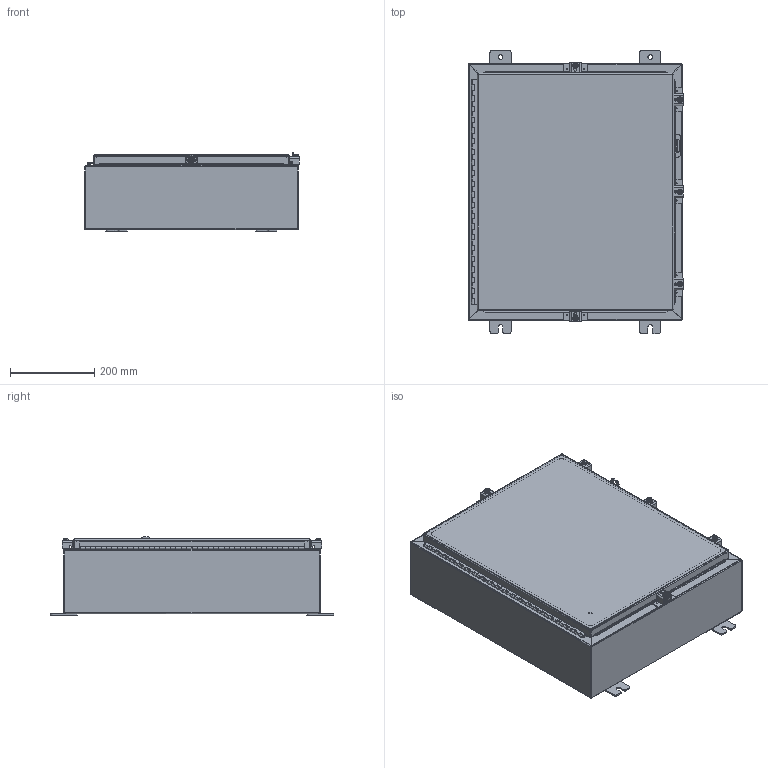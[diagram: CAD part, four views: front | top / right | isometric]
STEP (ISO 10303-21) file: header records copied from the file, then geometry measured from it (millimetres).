
FILE_DESCRIPTION(/* description */ ('ENCL,NEMA4X,ALUM,(24X20X6)'),/* implementation_level */ '2;1');
FILE_NAME(/* name */ 'ALN4242006.stp',/* time_stamp */ '2019-10-10T08:48:36-05:00',/* author */ ('msekardi'),/* organization */ (''),/* preprocessor_version */ 'ST-DEVELOPER v16.13',/* originating_system */ 'Autodesk Inventor 2018',/* authorisation */ '');
FILE_SCHEMA (('AUTOMOTIVE_DESIGN { 1 0 10303 214 3 1 1 }'));
Length unit declared in the file: inch
Products named in the file (19): ALN4242006; 38414; 348103; ALN4242006BKP; 3296; FOAM IN PLACE; 38846; ALN42420LID; 3286-21; 3286L-21; 3286P-21; 3286T-21; 38828; 30820; HFW30828; HFW30828 & HFW30829 CLAMP; HFW30828 & HFW30829 SCREW; HFW30828 & HFW30829 WASHER; HFW30828 & HFW30829 SPRING
Assembly tree (32 placements, depth 3):
  ALN4242006
    348103  x4
    38414
    ALN4242006BKP
    3296
    FOAM IN PLACE
    38846
    ALN42420LID
    3286-21
      3286L-21
      3286P-21
      3286T-21
    38828  x4
    HFW30828  x5
      HFW30828 & HFW30829 CLAMP
      HFW30828 & HFW30829 SCREW
      HFW30828 & HFW30829 WASHER
      HFW30828 & HFW30829 SPRING
    30820  x5
Bounding box: 510.65 x 673.1 x 186.82 mm (x, y, z)
Volume: 2282905.1 mm3; surface area: 2355486.5 mm2
Topology: 37 solids, 117 shells, 1412 faces, 3710 edges, 2495 vertices
Faces by surface type: plane 765, cylinder 396, bspline 154, cone 56, torus 41
Full cylindrical faces by diameter (mm): 1.652 x4, 2.794 x20, 3.048 x1, 3.967 x1, 5.359 x5, 6.35 x1, 7.163 x5, 8.382 x8, 8.56 x1, 8.89 x5, 11.125 x4, 12.7 x1, 13.208 x5, 15.875 x9
Entity records: 31732 total; most frequent: CARTESIAN_POINT 10491, ORIENTED_EDGE 4118, DIRECTION 4110, EDGE_CURVE 2089, LINE 1470, VECTOR 1470, VERTEX_POINT 1369, AXIS2_PLACEMENT_3D 1320
